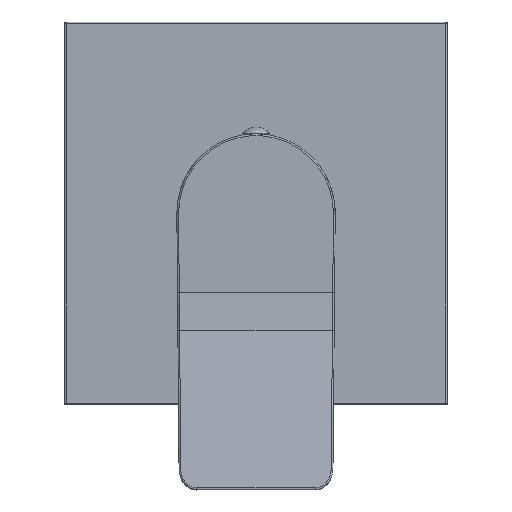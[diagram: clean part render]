
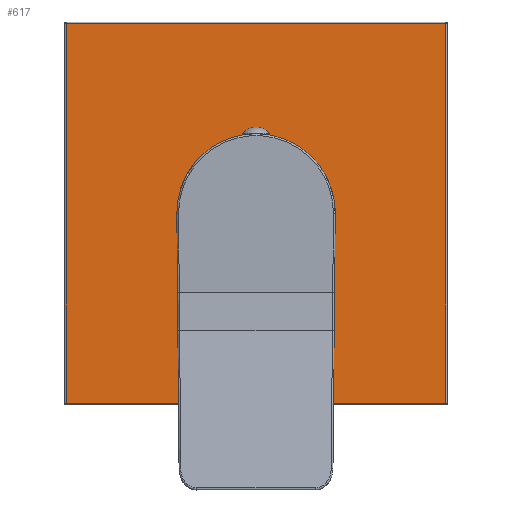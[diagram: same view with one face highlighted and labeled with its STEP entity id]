
A CAD part, top view. The second image highlights one B-rep face of the part: STEP entity #617.
In plain terms, the highlighted planar face has unit normal (0, 0, 1).
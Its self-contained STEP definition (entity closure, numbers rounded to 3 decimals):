
#46=DIRECTION('',(0.,-1.,0.));
#47=VECTOR('',#46,109.);
#48=CARTESIAN_POINT('',(-54.5,54.5,46.5));
#49=LINE('',#48,#47);
#50=DIRECTION('',(-1.,0.,0.));
#51=VECTOR('',#50,109.);
#52=CARTESIAN_POINT('',(54.5,54.5,46.5));
#53=LINE('',#52,#51);
#54=DIRECTION('',(0.,1.,0.));
#55=VECTOR('',#54,109.);
#56=CARTESIAN_POINT('',(54.5,-54.5,46.5));
#57=LINE('',#56,#55);
#58=DIRECTION('',(1.,0.,0.));
#59=VECTOR('',#58,109.);
#60=CARTESIAN_POINT('',(-54.5,-54.5,46.5));
#61=LINE('',#60,#59);
#179=CARTESIAN_POINT('',(0.,0.,46.5));
#180=DIRECTION('',(0.,0.,1.));
#181=DIRECTION('',(-1.,0.,0.));
#182=AXIS2_PLACEMENT_3D('',#179,#180,#181);
#189=CARTESIAN_POINT('',(0.,0.,46.5));
#190=DIRECTION('',(0.,0.,1.));
#191=DIRECTION('',(1.,0.,0.));
#192=AXIS2_PLACEMENT_3D('',#189,#190,#191);
#483=CARTESIAN_POINT('',(-54.5,54.5,46.5));
#484=CARTESIAN_POINT('',(-54.5,-54.5,46.5));
#485=VERTEX_POINT('',#483);
#486=VERTEX_POINT('',#484);
#491=CARTESIAN_POINT('',(54.5,-54.5,46.5));
#492=VERTEX_POINT('',#491);
#497=CARTESIAN_POINT('',(54.5,54.5,46.5));
#498=VERTEX_POINT('',#497);
#507=CARTESIAN_POINT('',(-22.4,0.,46.5));
#508=CARTESIAN_POINT('',(22.4,0.,46.5));
#509=VERTEX_POINT('',#507);
#510=VERTEX_POINT('',#508);
#597=CARTESIAN_POINT('',(0.,0.,46.5));
#598=DIRECTION('',(0.,0.,1.));
#599=DIRECTION('',(-1.,0.,0.));
#600=AXIS2_PLACEMENT_3D('',#597,#598,#599);
#601=PLANE('',#600);
#603=ORIENTED_EDGE('',*,*,#602,.F.);
#604=ORIENTED_EDGE('',*,*,#581,.F.);
#606=ORIENTED_EDGE('',*,*,#605,.F.);
#608=ORIENTED_EDGE('',*,*,#607,.F.);
#609=EDGE_LOOP('',(#603,#604,#606,#608));
#610=FACE_OUTER_BOUND('',#609,.F.);
#612=ORIENTED_EDGE('',*,*,#611,.T.);
#614=ORIENTED_EDGE('',*,*,#613,.T.);
#615=EDGE_LOOP('',(#612,#614));
#616=FACE_BOUND('',#615,.F.);
#617=ADVANCED_FACE('',(#610,#616),#601,.T.);
#183=CIRCLE('',#182,22.4);
#193=CIRCLE('',#192,22.4);
#581=EDGE_CURVE('',#498,#485,#53,.T.);
#602=EDGE_CURVE('',#485,#486,#49,.T.);
#605=EDGE_CURVE('',#492,#498,#57,.T.);
#607=EDGE_CURVE('',#486,#492,#61,.T.);
#611=EDGE_CURVE('',#509,#510,#183,.T.);
#613=EDGE_CURVE('',#510,#509,#193,.T.);
